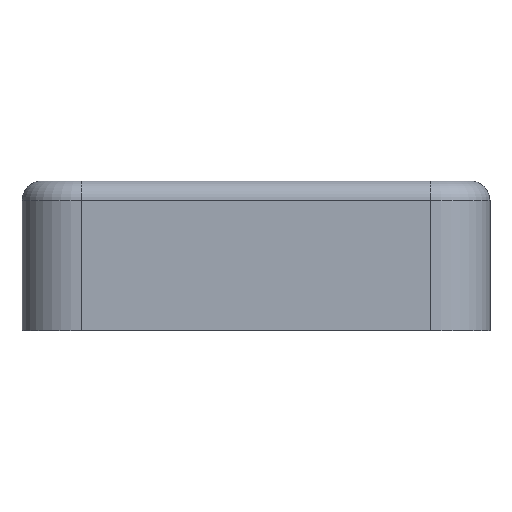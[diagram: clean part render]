
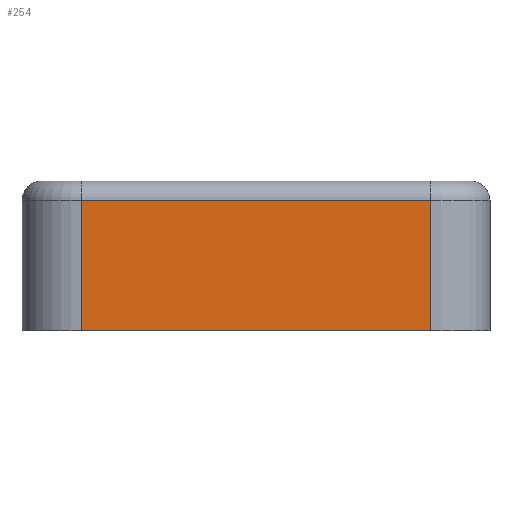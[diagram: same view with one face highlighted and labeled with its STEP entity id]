
A CAD part, left-side view. The second image highlights one B-rep face of the part: STEP entity #254.
In plain terms, the highlighted planar face has unit normal (-1, 0, 0).
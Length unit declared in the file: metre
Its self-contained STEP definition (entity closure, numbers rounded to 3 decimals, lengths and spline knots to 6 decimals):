
#254 = ADVANCED_FACE( '', ( #716 ), #717, .F. );
#716 = FACE_OUTER_BOUND( '', #1419, .T. );
#717 = PLANE( '', #1420 );
#1419 = EDGE_LOOP( '', ( #2236, #2237, #2238, #2239 ) );
#1420 = AXIS2_PLACEMENT_3D( '', #2240, #2241, #2242 );
#2236 = ORIENTED_EDGE( '', *, *, #4361, .T. );
#2237 = ORIENTED_EDGE( '', *, *, #4362, .T. );
#2238 = ORIENTED_EDGE( '', *, *, #4363, .F. );
#2239 = ORIENTED_EDGE( '', *, *, #4336, .F. );
#2240 = CARTESIAN_POINT( '', ( -0.0023, 0.009525, -0.257743 ) );
#2241 = DIRECTION( '', ( 1., 0., 0. ) );
#2242 = DIRECTION( '', ( 0., 0., -1. ) );
#4336 = EDGE_CURVE( '', #5161, #5163, #5164, .T. );
#4361 = EDGE_CURVE( '', #5161, #5206, #5207, .T. );
#4362 = EDGE_CURVE( '', #5206, #5208, #5209, .T. );
#4363 = EDGE_CURVE( '', #5163, #5208, #5210, .T. );
#5161 = VERTEX_POINT( '', #6375 );
#5163 = VERTEX_POINT( '', #6377 );
#5164 = LINE( '', #6378, #6379 );
#5206 = VERTEX_POINT( '', #6440 );
#5207 = LINE( '', #6441, #6442 );
#5208 = VERTEX_POINT( '', #6443 );
#5209 = LINE( '', #6444, #6445 );
#5210 = LINE( '', #6446, #6447 );
#6375 = CARTESIAN_POINT( '', ( -0.0023, 0.0007, -0.0005 ) );
#6377 = CARTESIAN_POINT( '', ( -0.0023, 0.01835, -0.0005 ) );
#6378 = CARTESIAN_POINT( '', ( -0.0023, 0.009525, -0.0005 ) );
#6379 = VECTOR( '', #8255, 1. );
#6440 = CARTESIAN_POINT( '', ( -0.0023, 0.0007, 0.006075 ) );
#6441 = CARTESIAN_POINT( '', ( -0.0023, 0.0007, -0.257743 ) );
#6442 = VECTOR( '', #8277, 1. );
#6443 = CARTESIAN_POINT( '', ( -0.0023, 0.01835, 0.006075 ) );
#6444 = CARTESIAN_POINT( '', ( -0.0023, 0.01835, 0.006075 ) );
#6445 = VECTOR( '', #8278, 1. );
#6446 = CARTESIAN_POINT( '', ( -0.0023, 0.01835, -0.257743 ) );
#6447 = VECTOR( '', #8279, 1. );
#8255 = DIRECTION( '', ( 0., 1., 0. ) );
#8277 = DIRECTION( '', ( 0., 0., 1. ) );
#8278 = DIRECTION( '', ( 0., 1., 0. ) );
#8279 = DIRECTION( '', ( 0., 0., 1. ) );
